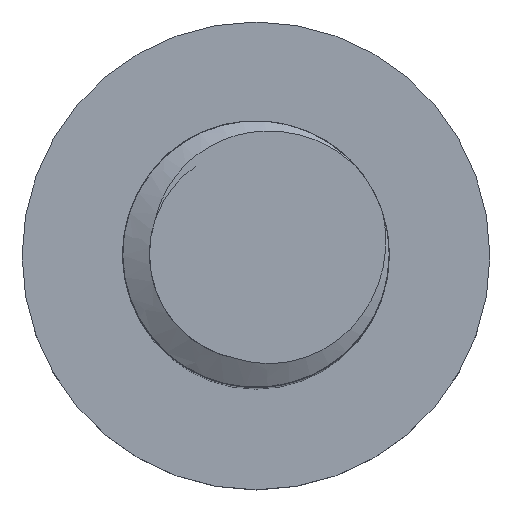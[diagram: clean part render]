
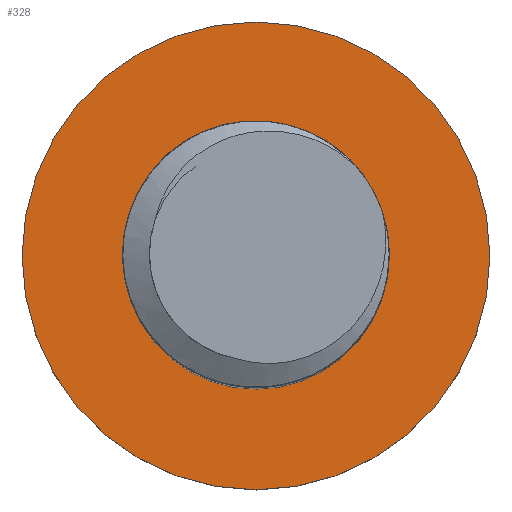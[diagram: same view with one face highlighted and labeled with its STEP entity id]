
A CAD part, top view. The second image highlights one B-rep face of the part: STEP entity #328.
In plain terms, the highlighted planar face has unit normal (0, 0, 1).
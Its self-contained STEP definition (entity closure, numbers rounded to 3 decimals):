
#15=FACE_BOUND('',#60,.T.);
#19=PLANE('',#367);
#40=FACE_OUTER_BOUND('',#59,.T.);
#59=EDGE_LOOP('',(#295));
#60=EDGE_LOOP('',(#296));
#62=CIRCLE('',#345,1.708);
#68=CIRCLE('',#365,3.);
#125=VERTEX_POINT('',#471);
#152=VERTEX_POINT('',#1750);
#157=EDGE_CURVE('',#125,#125,#62,.T.);
#200=EDGE_CURVE('',#152,#152,#68,.T.);
#295=ORIENTED_EDGE('',*,*,#200,.F.);
#296=ORIENTED_EDGE('',*,*,#157,.T.);
#328=ADVANCED_FACE('',(#40,#15),#19,.F.);
#345=AXIS2_PLACEMENT_3D('',#473,#376,#377);
#365=AXIS2_PLACEMENT_3D('',#1752,#426,#427);
#367=AXIS2_PLACEMENT_3D('',#1754,#430,#431);
#376=DIRECTION('center_axis',(0.,0.,-1.));
#377=DIRECTION('ref_axis',(-1.,0.,0.));
#426=DIRECTION('center_axis',(0.,0.,-1.));
#427=DIRECTION('ref_axis',(1.,0.,0.));
#430=DIRECTION('center_axis',(0.,0.,-1.));
#431=DIRECTION('ref_axis',(1.,0.,0.));
#471=CARTESIAN_POINT('',(-14.292,16.,-1.));
#473=CARTESIAN_POINT('Origin',(-16.,16.,-1.));
#1750=CARTESIAN_POINT('',(-19.,16.,-1.));
#1752=CARTESIAN_POINT('Origin',(-16.,16.,-1.));
#1754=CARTESIAN_POINT('Origin',(-16.,16.,-1.));
